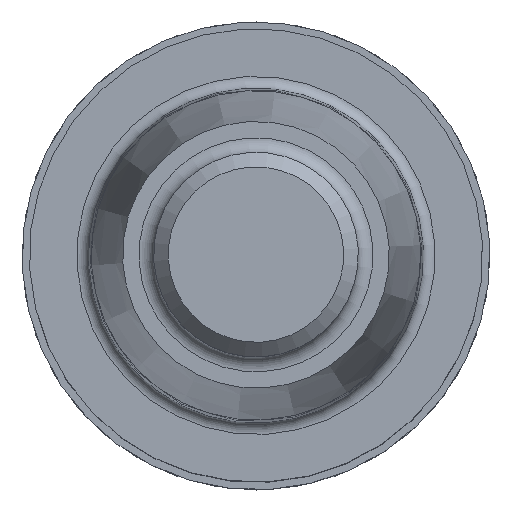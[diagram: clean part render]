
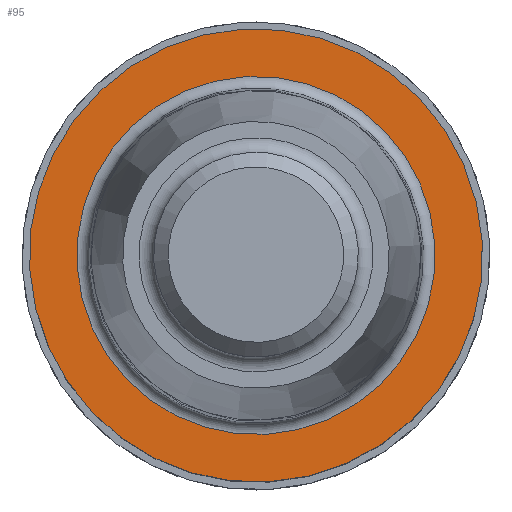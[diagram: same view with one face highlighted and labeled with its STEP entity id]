
A CAD part, top view. The second image highlights one B-rep face of the part: STEP entity #95.
In plain terms, the highlighted planar face has unit normal (0, 0, 1).
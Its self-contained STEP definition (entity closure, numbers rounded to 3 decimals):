
#56=PLANE('',#269);
#73=FACE_BOUND('',#120,.T.);
#74=FACE_BOUND('',#121,.T.);
#95=ADVANCED_FACE('',(#73,#74),#56,.F.);
#120=EDGE_LOOP('',(#148));
#121=EDGE_LOOP('',(#149));
#148=ORIENTED_EDGE('',*,*,#186,.F.);
#149=ORIENTED_EDGE('',*,*,#185,.T.);
#171=VERTEX_POINT('',#391);
#172=VERTEX_POINT('',#394);
#185=EDGE_CURVE('',#171,#171,#199,.T.);
#186=EDGE_CURVE('',#172,#172,#200,.T.);
#199=CIRCLE('',#266,6.124);
#200=CIRCLE('',#268,7.75);
#266=AXIS2_PLACEMENT_3D('',#390,#314,#315);
#268=AXIS2_PLACEMENT_3D('',#393,#318,#319);
#269=AXIS2_PLACEMENT_3D('',#395,#320,#321);
#314=DIRECTION('',(0.,0.,-1.));
#315=DIRECTION('',(-0.998,-0.062,0.));
#318=DIRECTION('',(0.,0.,-1.));
#319=DIRECTION('',(-0.998,-0.062,0.));
#320=DIRECTION('',(0.,0.,-1.));
#321=DIRECTION('',(0.998,0.062,0.));
#390=CARTESIAN_POINT('',(0.,0.,0.));
#391=CARTESIAN_POINT('',(-6.112,-0.377,0.));
#393=CARTESIAN_POINT('',(0.,0.,0.));
#394=CARTESIAN_POINT('',(-7.735,-0.477,0.));
#395=CARTESIAN_POINT('',(6.112,0.377,0.));
